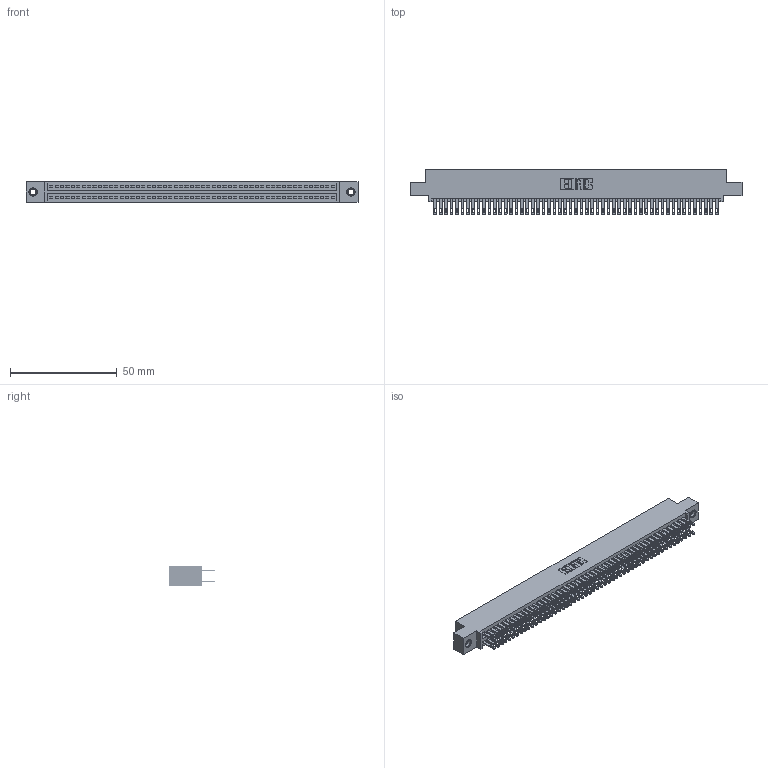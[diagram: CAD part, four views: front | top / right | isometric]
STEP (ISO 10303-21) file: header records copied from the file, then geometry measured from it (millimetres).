
FILE_DESCRIPTION (( 'STEP AP203' ), '1' );
FILE_NAME ('345-106-500-507.STEP', '2018-10-06T02:30:42', ( '' ), ( '' ), 'SwSTEP 2.0', 'SolidWorks 2016', '' );
FILE_SCHEMA (( 'CONFIG_CONTROL_DESIGN' ));
Length unit declared in the file: inch
Products named in the file (4): 345 Part_0.110 Offset - 0.156 Dia-TI; 345-106-500-507; 345-250-001_345-250-005-103; 345-292-001_345-293-100
Assembly tree (109 placements, depth 2):
  345-106-500-507
    345 Part_0.110 Offset - 0.156 Dia-TI
    345-292-001_345-293-100  x106
    345-250-001_345-250-005-103  x2
Bounding box: 155.83 x 21.51 x 9.4 mm (x, y, z)
Volume: 15476.5 mm3; surface area: 24291.8 mm2
Topology: 109 solids, 109 shells, 5066 faces, 15435 edges, 10282 vertices
Faces by surface type: plane 2978, cylinder 2072, cone 12, torus 4
Entity records: 41352 total; most frequent: CARTESIAN_POINT 6903, ORIENTED_EDGE 6830, DIRECTION 6101, EDGE_CURVE 3415, LINE 3047, VECTOR 3047, VERTEX_POINT 2272, AXIS2_PLACEMENT_3D 1527
